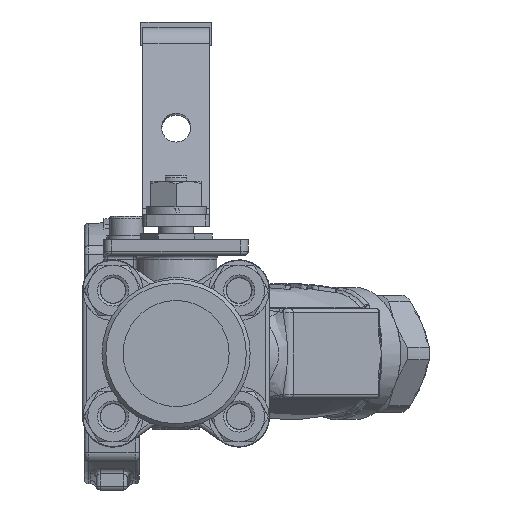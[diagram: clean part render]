
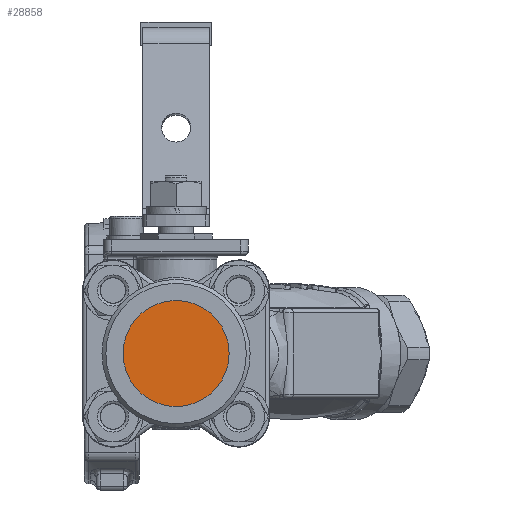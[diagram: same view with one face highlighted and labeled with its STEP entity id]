
A CAD part, left-side view. The second image highlights one B-rep face of the part: STEP entity #28858.
In plain terms, the highlighted planar face has unit normal (-1, 0, 0).
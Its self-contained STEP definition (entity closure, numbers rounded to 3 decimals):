
#6260=FACE_OUTER_BOUND('',#8059,.T.);
#8059=EDGE_LOOP('',(#19174,#19175));
#10022=CIRCLE('',#30722,13.6);
#10023=CIRCLE('',#30723,13.6);
#11757=VERTEX_POINT('',#42953);
#11758=VERTEX_POINT('',#42955);
#14576=EDGE_CURVE('',#11758,#11757,#10022,.T.);
#14577=EDGE_CURVE('',#11757,#11758,#10023,.T.);
#19174=ORIENTED_EDGE('',*,*,#14576,.T.);
#19175=ORIENTED_EDGE('',*,*,#14577,.T.);
#28174=PLANE('',#30724);
#28858=ADVANCED_FACE('',(#6260),#28174,.T.);
#30722=AXIS2_PLACEMENT_3D('',#42956,#34317,#34318);
#30723=AXIS2_PLACEMENT_3D('',#42957,#34319,#34320);
#30724=AXIS2_PLACEMENT_3D('',#42958,#34321,#34322);
#34317=DIRECTION('center_axis',(-1.,0.,0.));
#34318=DIRECTION('ref_axis',(0.,-1.,0.));
#34319=DIRECTION('center_axis',(-1.,0.,0.));
#34320=DIRECTION('ref_axis',(0.,-1.,0.));
#34321=DIRECTION('center_axis',(-1.,0.,0.));
#34322=DIRECTION('ref_axis',(0.,-1.,0.));
#42953=CARTESIAN_POINT('',(-245.835,42.763,0.25));
#42955=CARTESIAN_POINT('',(-245.835,15.563,0.25));
#42956=CARTESIAN_POINT('Origin',(-245.835,29.163,0.25));
#42957=CARTESIAN_POINT('Origin',(-245.835,29.163,0.25));
#42958=CARTESIAN_POINT('Origin',(-245.835,29.163,0.25));
